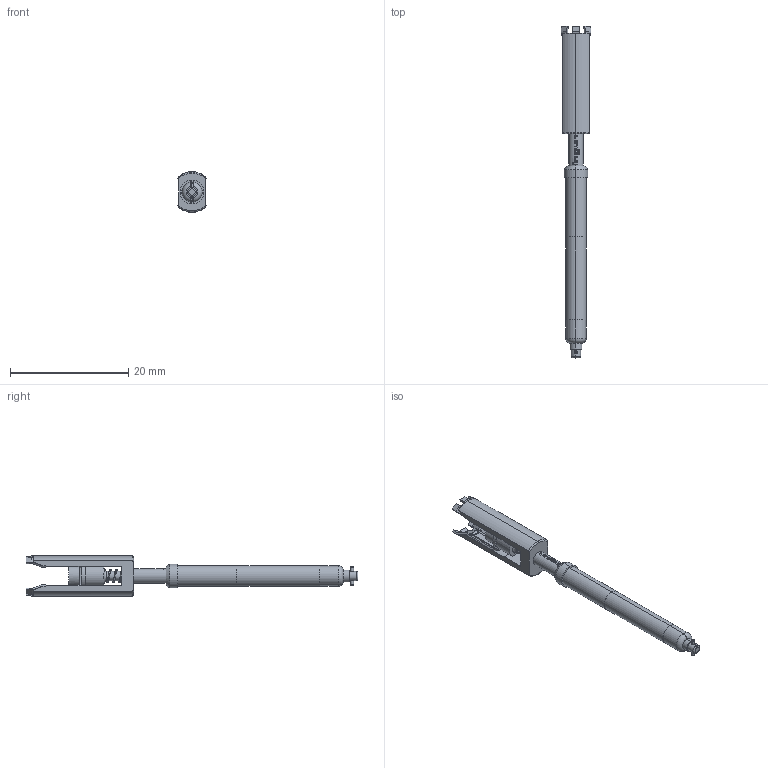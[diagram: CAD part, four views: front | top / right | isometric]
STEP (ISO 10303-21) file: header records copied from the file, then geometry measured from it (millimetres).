
FILE_DESCRIPTION (( 'STEP AP203' ), '1' );
FILE_NAME ('INGUN_HKR-694_400_080_S_xxx02.STEP', '2022-03-09T14:49:23', ( 'ochi' ), ( '' ), 'SwSTEP 2.0', 'SolidWorks 2018', '' );
FILE_SCHEMA (( 'CONFIG_CONTROL_DESIGN' ));
Length unit declared in the file: millimetre
Products named in the file (1): INGUN_HKR-694_400_080_S_xxx02
Bounding box: 5.04 x 56.2 x 6.8 mm (x, y, z)
Volume: 588.3 mm3; surface area: 1130.7 mm2
Topology: 1 solids, 1 shells, 421 faces, 1057 edges, 636 vertices
Faces by surface type: plane 234, cylinder 107, bspline 42, torus 26, cone 12
Entity records: 15181 total; most frequent: CARTESIAN_POINT 5681, ORIENTED_EDGE 2114, DIRECTION 1748, EDGE_CURVE 1057, AXIS2_PLACEMENT_3D 641, VERTEX_POINT 636, VECTOR 466, LINE 466
